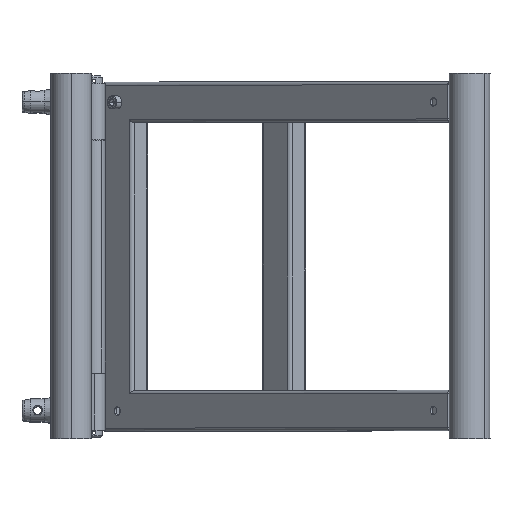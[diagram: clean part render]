
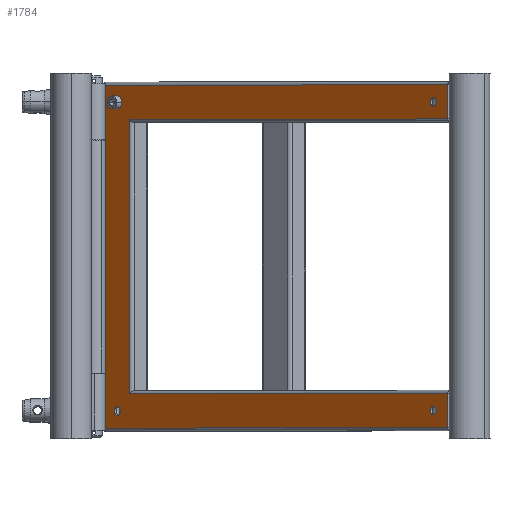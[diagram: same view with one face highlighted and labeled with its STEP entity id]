
A CAD part, top view. The second image highlights one B-rep face of the part: STEP entity #1784.
In plain terms, the highlighted face is planar.
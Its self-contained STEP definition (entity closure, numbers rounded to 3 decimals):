
#34=DIRECTION('',(0.,1.,0.));
#35=VECTOR('',#34,42.);
#36=CARTESIAN_POINT('',(299.5,168.5,15.));
#37=LINE('',#36,#35);
#74=DIRECTION('',(-1.,0.,0.));
#75=VECTOR('',#74,595.);
#76=CARTESIAN_POINT('',(299.5,210.5,15.));
#77=LINE('',#76,#75);
#78=DIRECTION('',(-1.,0.,0.));
#79=VECTOR('',#78,553.);
#80=CARTESIAN_POINT('',(299.5,168.5,15.));
#81=LINE('',#80,#79);
#82=DIRECTION('',(0.,-1.,0.));
#83=VECTOR('',#82,337.);
#84=CARTESIAN_POINT('',(-253.5,168.5,15.));
#85=LINE('',#84,#83);
#86=DIRECTION('',(1.,0.,0.));
#87=VECTOR('',#86,553.);
#88=CARTESIAN_POINT('',(-253.5,-168.5,15.));
#89=LINE('',#88,#87);
#90=CARTESIAN_POINT('',(-274.5,-189.5,15.));
#91=DIRECTION('',(0.,0.,-1.));
#92=DIRECTION('',(-1.,0.,0.));
#93=AXIS2_PLACEMENT_3D('',#90,#91,#92);
#95=CARTESIAN_POINT('',(-274.5,-189.5,15.));
#96=DIRECTION('',(0.,0.,-1.));
#97=DIRECTION('',(1.,0.,0.));
#98=AXIS2_PLACEMENT_3D('',#95,#96,#97);
#100=CARTESIAN_POINT('',(-274.5,189.5,15.));
#101=DIRECTION('',(0.,0.,-1.));
#102=DIRECTION('',(-1.,0.,0.));
#103=AXIS2_PLACEMENT_3D('',#100,#101,#102);
#105=CARTESIAN_POINT('',(-274.5,189.5,15.));
#106=DIRECTION('',(0.,0.,-1.));
#107=DIRECTION('',(1.,0.,0.));
#108=AXIS2_PLACEMENT_3D('',#105,#106,#107);
#110=CARTESIAN_POINT('',(274.5,-189.5,15.));
#111=DIRECTION('',(0.,0.,-1.));
#112=DIRECTION('',(-1.,0.,0.));
#113=AXIS2_PLACEMENT_3D('',#110,#111,#112);
#115=CARTESIAN_POINT('',(274.5,-189.5,15.));
#116=DIRECTION('',(0.,0.,-1.));
#117=DIRECTION('',(1.,0.,0.));
#118=AXIS2_PLACEMENT_3D('',#115,#116,#117);
#120=CARTESIAN_POINT('',(274.5,189.5,15.));
#121=DIRECTION('',(0.,0.,-1.));
#122=DIRECTION('',(-1.,0.,0.));
#123=AXIS2_PLACEMENT_3D('',#120,#121,#122);
#125=CARTESIAN_POINT('',(274.5,189.5,15.));
#126=DIRECTION('',(0.,0.,-1.));
#127=DIRECTION('',(1.,0.,0.));
#128=AXIS2_PLACEMENT_3D('',#125,#126,#127);
#476=CARTESIAN_POINT('',(-253.5,-168.5,15.));
#487=DIRECTION('',(0.,-1.,0.));
#488=VECTOR('',#487,42.);
#489=CARTESIAN_POINT('',(299.5,-168.5,15.));
#490=LINE('',#489,#488);
#554=CARTESIAN_POINT('',(-295.5,-210.5,15.));
#596=DIRECTION('',(1.,0.,0.));
#597=VECTOR('',#596,595.);
#598=CARTESIAN_POINT('',(-295.5,-210.5,15.));
#599=LINE('',#598,#597);
#600=CARTESIAN_POINT('',(-295.5,210.5,15.));
#642=DIRECTION('',(0.,-1.,0.));
#643=VECTOR('',#642,421.);
#644=CARTESIAN_POINT('',(-295.5,210.5,15.));
#645=LINE('',#644,#643);
#908=CARTESIAN_POINT('',(-253.5,168.5,15.));
#1450=CARTESIAN_POINT('',(299.5,210.5,15.));
#1452=VERTEX_POINT('',#1450);
#1464=CARTESIAN_POINT('',(299.5,168.5,15.));
#1465=VERTEX_POINT('',#1464);
#1482=VERTEX_POINT('',#600);
#1491=VERTEX_POINT('',#908);
#1502=VERTEX_POINT('',#554);
#1511=VERTEX_POINT('',#476);
#1522=CARTESIAN_POINT('',(299.5,-210.5,15.));
#1524=VERTEX_POINT('',#1522);
#1536=CARTESIAN_POINT('',(299.5,-168.5,15.));
#1537=VERTEX_POINT('',#1536);
#1554=CARTESIAN_POINT('',(-279.75,-189.5,15.));
#1556=VERTEX_POINT('',#1554);
#1562=CARTESIAN_POINT('',(-269.25,-189.5,15.));
#1564=VERTEX_POINT('',#1562);
#1570=CARTESIAN_POINT('',(-279.75,189.5,15.));
#1572=VERTEX_POINT('',#1570);
#1578=CARTESIAN_POINT('',(-269.25,189.5,15.));
#1580=VERTEX_POINT('',#1578);
#1586=CARTESIAN_POINT('',(269.25,-189.5,15.));
#1588=VERTEX_POINT('',#1586);
#1594=CARTESIAN_POINT('',(279.75,-189.5,15.));
#1596=VERTEX_POINT('',#1594);
#1602=CARTESIAN_POINT('',(269.25,189.5,15.));
#1604=VERTEX_POINT('',#1602);
#1610=CARTESIAN_POINT('',(279.75,189.5,15.));
#1612=VERTEX_POINT('',#1610);
#1739=CARTESIAN_POINT('',(299.5,168.5,15.));
#1740=DIRECTION('',(0.,0.,1.));
#1741=DIRECTION('',(0.,1.,0.));
#1742=AXIS2_PLACEMENT_3D('',#1739,#1740,#1741);
#1743=PLANE('',#1742);
#1744=ORIENTED_EDGE('',*,*,#1701,.F.);
#1746=ORIENTED_EDGE('',*,*,#1745,.T.);
#1748=ORIENTED_EDGE('',*,*,#1747,.T.);
#1750=ORIENTED_EDGE('',*,*,#1749,.T.);
#1752=ORIENTED_EDGE('',*,*,#1751,.T.);
#1754=ORIENTED_EDGE('',*,*,#1753,.F.);
#1756=ORIENTED_EDGE('',*,*,#1755,.F.);
#1757=ORIENTED_EDGE('',*,*,#1730,.F.);
#1758=EDGE_LOOP('',(#1744,#1746,#1748,#1750,#1752,#1754,#1756,#1757));
#1759=FACE_OUTER_BOUND('',#1758,.F.);
#1761=ORIENTED_EDGE('',*,*,#1760,.F.);
#1763=ORIENTED_EDGE('',*,*,#1762,.F.);
#1764=EDGE_LOOP('',(#1761,#1763));
#1765=FACE_BOUND('',#1764,.F.);
#1767=ORIENTED_EDGE('',*,*,#1766,.F.);
#1769=ORIENTED_EDGE('',*,*,#1768,.F.);
#1770=EDGE_LOOP('',(#1767,#1769));
#1771=FACE_BOUND('',#1770,.F.);
#1773=ORIENTED_EDGE('',*,*,#1772,.F.);
#1775=ORIENTED_EDGE('',*,*,#1774,.F.);
#1776=EDGE_LOOP('',(#1773,#1775));
#1777=FACE_BOUND('',#1776,.F.);
#1779=ORIENTED_EDGE('',*,*,#1778,.F.);
#1781=ORIENTED_EDGE('',*,*,#1780,.F.);
#1782=EDGE_LOOP('',(#1779,#1781));
#1783=FACE_BOUND('',#1782,.F.);
#1784=ADVANCED_FACE('',(#1759,#1765,#1771,#1777,#1783),#1743,.T.);
#94=CIRCLE('',#93,5.25);
#99=CIRCLE('',#98,5.25);
#104=CIRCLE('',#103,5.25);
#109=CIRCLE('',#108,5.25);
#114=CIRCLE('',#113,5.25);
#119=CIRCLE('',#118,5.25);
#124=CIRCLE('',#123,5.25);
#129=CIRCLE('',#128,5.25);
#1701=EDGE_CURVE('',#1465,#1452,#37,.T.);
#1730=EDGE_CURVE('',#1452,#1482,#77,.T.);
#1745=EDGE_CURVE('',#1465,#1491,#81,.T.);
#1747=EDGE_CURVE('',#1491,#1511,#85,.T.);
#1749=EDGE_CURVE('',#1511,#1537,#89,.T.);
#1751=EDGE_CURVE('',#1537,#1524,#490,.T.);
#1753=EDGE_CURVE('',#1502,#1524,#599,.T.);
#1755=EDGE_CURVE('',#1482,#1502,#645,.T.);
#1760=EDGE_CURVE('',#1556,#1564,#94,.T.);
#1762=EDGE_CURVE('',#1564,#1556,#99,.T.);
#1766=EDGE_CURVE('',#1572,#1580,#104,.T.);
#1768=EDGE_CURVE('',#1580,#1572,#109,.T.);
#1772=EDGE_CURVE('',#1588,#1596,#114,.T.);
#1774=EDGE_CURVE('',#1596,#1588,#119,.T.);
#1778=EDGE_CURVE('',#1604,#1612,#124,.T.);
#1780=EDGE_CURVE('',#1612,#1604,#129,.T.);
